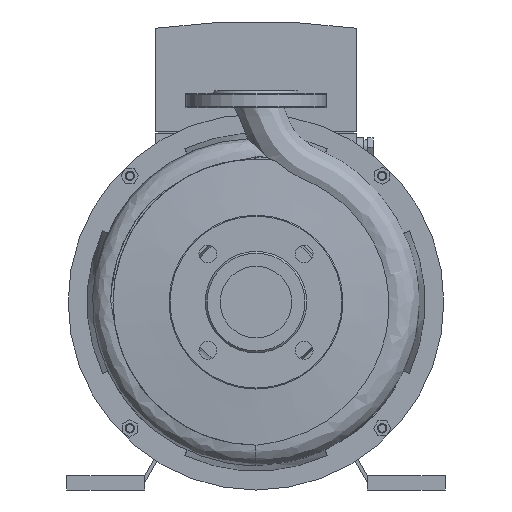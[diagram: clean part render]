
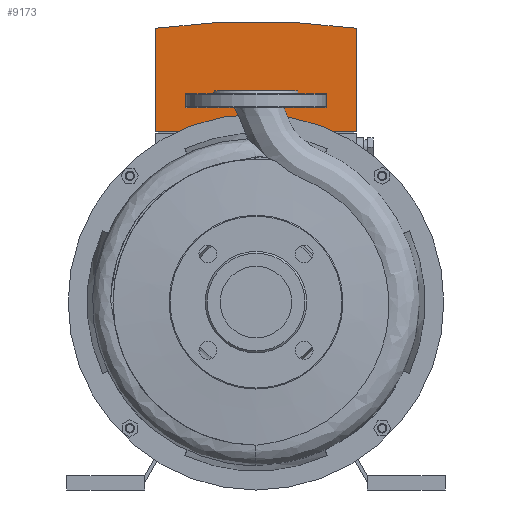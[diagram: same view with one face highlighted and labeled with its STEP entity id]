
A CAD part, left-side view. The second image highlights one B-rep face of the part: STEP entity #9173.
In plain terms, the highlighted planar face has unit normal (-1, 0, 0).
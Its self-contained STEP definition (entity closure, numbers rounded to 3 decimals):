
#567=CIRCLE('',#9913,764.166);
#966=PLANE('',#9912);
#1392=FACE_OUTER_BOUND('',#2042,.T.);
#2042=EDGE_LOOP('',(#7657,#7658,#7659,#7660));
#2891=LINE('',#15969,#3690);
#2900=LINE('',#15987,#3699);
#2901=LINE('',#15990,#3700);
#3690=VECTOR('',#11849,10.);
#3699=VECTOR('',#11866,10.);
#3700=VECTOR('',#11869,10.);
#4554=VERTEX_POINT('',#15966);
#4555=VERTEX_POINT('',#15968);
#4560=VERTEX_POINT('',#15986);
#4561=VERTEX_POINT('',#15988);
#5650=EDGE_CURVE('',#4555,#4554,#2891,.T.);
#5659=EDGE_CURVE('',#4560,#4554,#2900,.T.);
#5660=EDGE_CURVE('',#4560,#4561,#567,.T.);
#5661=EDGE_CURVE('',#4555,#4561,#2901,.T.);
#7657=ORIENTED_EDGE('',*,*,#5650,.T.);
#7658=ORIENTED_EDGE('',*,*,#5659,.F.);
#7659=ORIENTED_EDGE('',*,*,#5660,.T.);
#7660=ORIENTED_EDGE('',*,*,#5661,.F.);
#9173=ADVANCED_FACE('',(#1392),#966,.T.);
#9912=AXIS2_PLACEMENT_3D('',#15985,#11864,#11865);
#9913=AXIS2_PLACEMENT_3D('',#15989,#11867,#11868);
#11849=DIRECTION('',(0.,-1.,0.));
#11864=DIRECTION('center_axis',(-1.,0.,0.));
#11865=DIRECTION('ref_axis',(0.,0.,
1.));
#11866=DIRECTION('',(0.,0.,-1.));
#11867=DIRECTION('center_axis',(-1.,0.,0.));
#11868=DIRECTION('ref_axis',(0.,0.14,0.99));
#11869=DIRECTION('',(0.,0.,1.));
#15966=CARTESIAN_POINT('',(296.75,-106.8,381.78));
#15968=CARTESIAN_POINT('',(296.75,106.8,381.78));
#15969=CARTESIAN_POINT('',(296.75,-19.507,381.78));
#15985=CARTESIAN_POINT('Origin',(296.75,-145.815,101.44));
#15986=CARTESIAN_POINT('',(296.75,-106.8,491.5));
#15987=CARTESIAN_POINT('',(296.75,-106.8,499.));
#15988=CARTESIAN_POINT('',(296.75,106.8,491.5));
#15989=CARTESIAN_POINT('Origin',(296.75,0.,-265.166));
#15990=CARTESIAN_POINT('',(296.75,106.8,200.));
